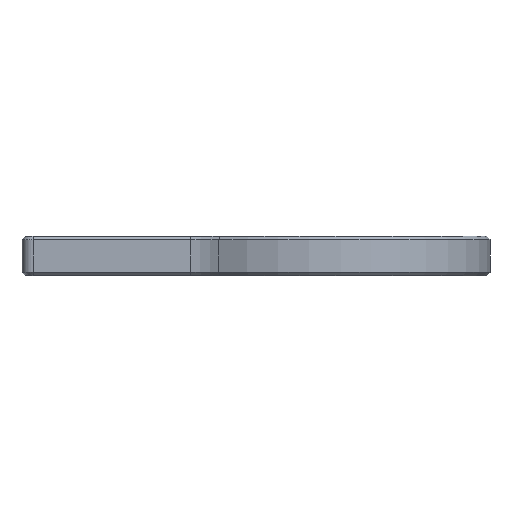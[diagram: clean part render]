
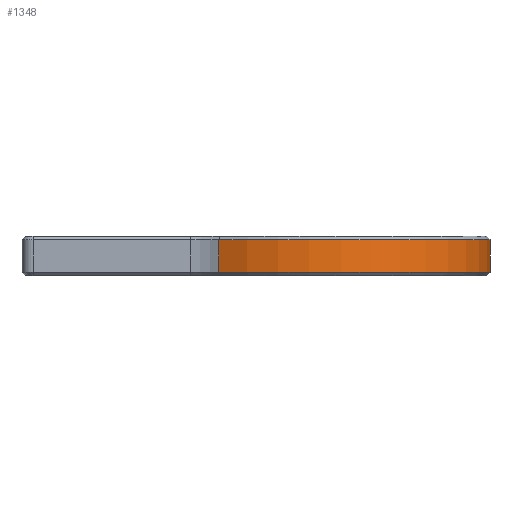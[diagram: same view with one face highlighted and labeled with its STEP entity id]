
A CAD part, front view. The second image highlights one B-rep face of the part: STEP entity #1348.
In plain terms, the highlighted cylindrical face has radius 32 mm (diameter 64 mm), a partial arc.
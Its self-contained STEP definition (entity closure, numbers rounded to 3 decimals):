
#105=LINE('',#2297,#213);
#106=LINE('',#2299,#214);
#213=VECTOR('',#1876,10.);
#214=VECTOR('',#1879,10.);
#274=CYLINDRICAL_SURFACE('',#1507,32.);
#379=FACE_OUTER_BOUND('',#483,.T.);
#483=EDGE_LOOP('',(#1174,#1175,#1176,#1177));
#587=CIRCLE('',#1466,32.);
#594=CIRCLE('',#1485,32.);
#700=VERTEX_POINT('',#2197);
#701=VERTEX_POINT('',#2201);
#711=VERTEX_POINT('',#2244);
#712=VERTEX_POINT('',#2248);
#836=EDGE_CURVE('',#700,#701,#587,.T.);
#860=EDGE_CURVE('',#711,#712,#594,.T.);
#884=EDGE_CURVE('',#712,#700,#105,.T.);
#885=EDGE_CURVE('',#701,#711,#106,.T.);
#1174=ORIENTED_EDGE('',*,*,#836,.F.);
#1175=ORIENTED_EDGE('',*,*,#884,.F.);
#1176=ORIENTED_EDGE('',*,*,#860,.F.);
#1177=ORIENTED_EDGE('',*,*,#885,.F.);
#1348=ADVANCED_FACE('',(#379),#274,.T.);
#1466=AXIS2_PLACEMENT_3D('',#2203,#1757,#1758);
#1485=AXIS2_PLACEMENT_3D('',#2250,#1812,#1813);
#1507=AXIS2_PLACEMENT_3D('',#2298,#1877,#1878);
#1757=DIRECTION('center_axis',(0.,0.,-1.));
#1758=DIRECTION('ref_axis',(0.561,0.828,0.));
#1812=DIRECTION('center_axis',(0.,0.,1.));
#1813=DIRECTION('ref_axis',(0.561,0.828,0.));
#1876=DIRECTION('',(0.,0.,-1.));
#1877=DIRECTION('center_axis',(0.,0.,1.));
#1878=DIRECTION('ref_axis',(-0.561,-0.828,0.));
#1879=DIRECTION('',(0.,0.,1.));
#2197=CARTESIAN_POINT('',(-15.831,27.81,-2.9));
#2201=CARTESIAN_POINT('',(-15.831,-27.81,-2.9));
#2203=CARTESIAN_POINT('Origin',(0.,0.,-2.9));
#2244=CARTESIAN_POINT('',(-15.831,-27.81,2.9));
#2248=CARTESIAN_POINT('',(-15.831,27.81,2.9));
#2250=CARTESIAN_POINT('Origin',(0.,0.,2.9));
#2297=CARTESIAN_POINT('',(-15.831,27.81,0.));
#2298=CARTESIAN_POINT('Origin',(0.,0.,0.));
#2299=CARTESIAN_POINT('',(-15.831,-27.81,0.));
